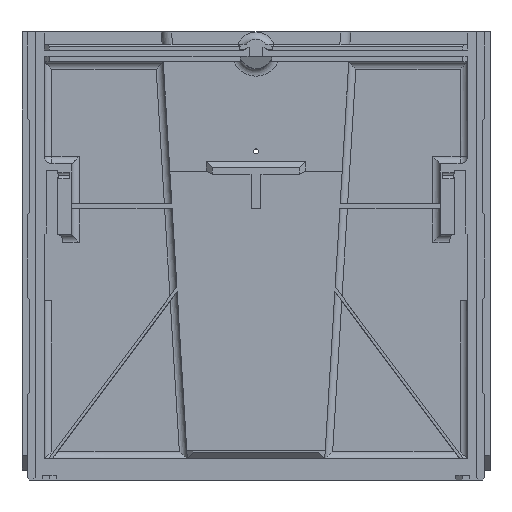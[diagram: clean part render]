
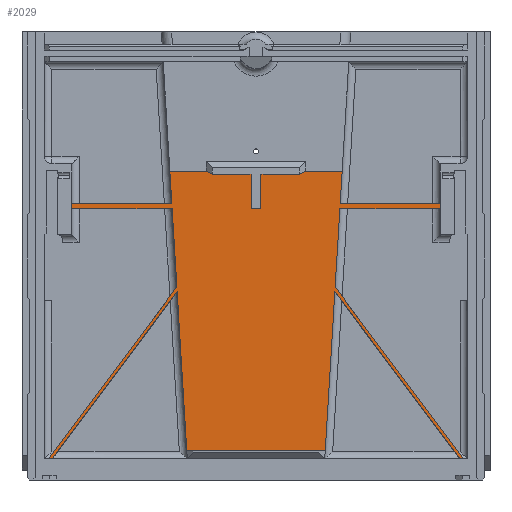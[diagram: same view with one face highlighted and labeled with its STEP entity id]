
A CAD part, top view. The second image highlights one B-rep face of the part: STEP entity #2029.
In plain terms, the highlighted planar face has unit normal (0, 0, 1).
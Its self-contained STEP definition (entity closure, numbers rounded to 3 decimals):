
#1830=CARTESIAN_POINT('',(0.,0.,1.5));
#1831=DIRECTION('',(0.,0.,1.));
#1832=DIRECTION('',(1.,0.,0.));
#1833=AXIS2_PLACEMENT_3D('',#1830,#1831,#1832);
#1834=PLANE('',#1833);
#1835=CARTESIAN_POINT('',(31.673,-84.396,1.5));
#1836=VERTEX_POINT('',#1835);
#1837=CARTESIAN_POINT('',(27.806,-148.2,1.5));
#1838=VERTEX_POINT('',#1837);
#1839=CARTESIAN_POINT('',(31.673,-84.396,1.5));
#1840=DIRECTION('',(-0.06,-0.998,0.));
#1841=VECTOR('',#1840,63.921);
#1842=LINE('',#1839,#1841);
#1843=EDGE_CURVE('',#1836,#1838,#1842,.T.);
#1844=ORIENTED_EDGE('',*,*,#1843,.F.);
#1845=CARTESIAN_POINT('',(81.852,-151.5,1.5));
#1846=VERTEX_POINT('',#1845);
#1847=CARTESIAN_POINT('',(31.673,-84.396,1.5));
#1848=DIRECTION('',(0.599,-0.801,0.));
#1849=VECTOR('',#1848,83.791);
#1850=LINE('',#1847,#1849);
#1851=EDGE_CURVE('',#1836,#1846,#1850,.T.);
#1852=ORIENTED_EDGE('',*,*,#1851,.T.);
#1853=CARTESIAN_POINT('',(83.324,-151.5,1.5));
#1854=VERTEX_POINT('',#1853);
#1855=CARTESIAN_POINT('',(83.324,-151.5,1.5));
#1856=DIRECTION('',(-1.,-0.,0.));
#1857=VECTOR('',#1856,1.473);
#1858=LINE('',#1855,#1857);
#1859=EDGE_CURVE('',#1854,#1846,#1858,.T.);
#1860=ORIENTED_EDGE('',*,*,#1859,.F.);
#1861=CARTESIAN_POINT('',(31.793,-82.418,1.5));
#1862=VERTEX_POINT('',#1861);
#1863=CARTESIAN_POINT('',(31.793,-82.418,1.5));
#1864=DIRECTION('',(0.598,-0.802,0.));
#1865=VECTOR('',#1864,86.185);
#1866=LINE('',#1863,#1865);
#1867=EDGE_CURVE('',#1862,#1854,#1866,.T.);
#1868=ORIENTED_EDGE('',*,*,#1867,.F.);
#1869=CARTESIAN_POINT('',(33.697,-51.,1.5));
#1870=VERTEX_POINT('',#1869);
#1871=CARTESIAN_POINT('',(33.697,-51.,1.5));
#1872=DIRECTION('',(-0.06,-0.998,0.));
#1873=VECTOR('',#1872,31.476);
#1874=LINE('',#1871,#1873);
#1875=EDGE_CURVE('',#1870,#1862,#1874,.T.);
#1876=ORIENTED_EDGE('',*,*,#1875,.F.);
#1877=CARTESIAN_POINT('',(74.,-51.,1.5));
#1878=VERTEX_POINT('',#1877);
#1879=CARTESIAN_POINT('',(33.697,-51.,1.5));
#1880=DIRECTION('',(1.,0.,0.));
#1881=VECTOR('',#1880,40.303);
#1882=LINE('',#1879,#1881);
#1883=EDGE_CURVE('',#1870,#1878,#1882,.T.);
#1884=ORIENTED_EDGE('',*,*,#1883,.T.);
#1885=CARTESIAN_POINT('',(74.,-49.,1.5));
#1886=VERTEX_POINT('',#1885);
#1887=CARTESIAN_POINT('',(74.,-51.,1.5));
#1888=DIRECTION('',(-0.,1.,0.));
#1889=VECTOR('',#1888,2.);
#1890=LINE('',#1887,#1889);
#1891=EDGE_CURVE('',#1878,#1886,#1890,.T.);
#1892=ORIENTED_EDGE('',*,*,#1891,.T.);
#1893=CARTESIAN_POINT('',(33.818,-49.,1.5));
#1894=VERTEX_POINT('',#1893);
#1895=CARTESIAN_POINT('',(33.818,-49.,1.5));
#1896=DIRECTION('',(1.,0.,0.));
#1897=VECTOR('',#1896,40.182);
#1898=LINE('',#1895,#1897);
#1899=EDGE_CURVE('',#1894,#1886,#1898,.T.);
#1900=ORIENTED_EDGE('',*,*,#1899,.F.);
#1901=CARTESIAN_POINT('',(34.606,-36.,1.5));
#1902=VERTEX_POINT('',#1901);
#1903=CARTESIAN_POINT('',(34.606,-36.,1.5));
#1904=DIRECTION('',(-0.06,-0.998,0.));
#1905=VECTOR('',#1904,13.024);
#1906=LINE('',#1903,#1905);
#1907=EDGE_CURVE('',#1902,#1894,#1906,.T.);
#1908=ORIENTED_EDGE('',*,*,#1907,.F.);
#1909=CARTESIAN_POINT('',(1.997,-36.,1.5));
#1910=VERTEX_POINT('',#1909);
#1911=CARTESIAN_POINT('',(34.606,-36.,1.5));
#1912=DIRECTION('',(-1.,-0.,0.));
#1913=VECTOR('',#1912,32.609);
#1914=LINE('',#1911,#1913);
#1915=EDGE_CURVE('',#1902,#1910,#1914,.T.);
#1916=ORIENTED_EDGE('',*,*,#1915,.T.);
#1917=CARTESIAN_POINT('',(1.997,-51.,1.5));
#1918=VERTEX_POINT('',#1917);
#1919=CARTESIAN_POINT('',(1.997,-51.,1.5));
#1920=DIRECTION('',(-0.,1.,0.));
#1921=VECTOR('',#1920,15.);
#1922=LINE('',#1919,#1921);
#1923=EDGE_CURVE('',#1918,#1910,#1922,.T.);
#1924=ORIENTED_EDGE('',*,*,#1923,.F.);
#1925=CARTESIAN_POINT('',(-2.003,-51.,1.5));
#1926=VERTEX_POINT('',#1925);
#1927=CARTESIAN_POINT('',(-2.003,-51.,1.5));
#1928=DIRECTION('',(1.,0.,0.));
#1929=VECTOR('',#1928,4.);
#1930=LINE('',#1927,#1929);
#1931=EDGE_CURVE('',#1926,#1918,#1930,.T.);
#1932=ORIENTED_EDGE('',*,*,#1931,.F.);
#1933=CARTESIAN_POINT('',(-2.003,-36.,1.5));
#1934=VERTEX_POINT('',#1933);
#1935=CARTESIAN_POINT('',(-2.003,-51.,1.5));
#1936=DIRECTION('',(-0.,1.,0.));
#1937=VECTOR('',#1936,15.);
#1938=LINE('',#1935,#1937);
#1939=EDGE_CURVE('',#1926,#1934,#1938,.T.);
#1940=ORIENTED_EDGE('',*,*,#1939,.T.);
#1941=CARTESIAN_POINT('',(-34.606,-36.,1.5));
#1942=VERTEX_POINT('',#1941);
#1943=CARTESIAN_POINT('',(-2.003,-36.,1.5));
#1944=DIRECTION('',(-1.,-0.,0.));
#1945=VECTOR('',#1944,32.603);
#1946=LINE('',#1943,#1945);
#1947=EDGE_CURVE('',#1934,#1942,#1946,.T.);
#1948=ORIENTED_EDGE('',*,*,#1947,.T.);
#1949=CARTESIAN_POINT('',(-33.818,-49.,1.5));
#1950=VERTEX_POINT('',#1949);
#1951=CARTESIAN_POINT('',(-33.818,-49.,1.5));
#1952=DIRECTION('',(-0.06,0.998,0.));
#1953=VECTOR('',#1952,13.024);
#1954=LINE('',#1951,#1953);
#1955=EDGE_CURVE('',#1950,#1942,#1954,.T.);
#1956=ORIENTED_EDGE('',*,*,#1955,.F.);
#1957=CARTESIAN_POINT('',(-74.,-49.,1.5));
#1958=VERTEX_POINT('',#1957);
#1959=CARTESIAN_POINT('',(-74.,-49.,1.5));
#1960=DIRECTION('',(1.,0.,0.));
#1961=VECTOR('',#1960,40.182);
#1962=LINE('',#1959,#1961);
#1963=EDGE_CURVE('',#1958,#1950,#1962,.T.);
#1964=ORIENTED_EDGE('',*,*,#1963,.F.);
#1965=CARTESIAN_POINT('',(-74.,-51.,1.5));
#1966=VERTEX_POINT('',#1965);
#1967=CARTESIAN_POINT('',(-74.,-49.,1.5));
#1968=DIRECTION('',(0.,-1.,0.));
#1969=VECTOR('',#1968,2.);
#1970=LINE('',#1967,#1969);
#1971=EDGE_CURVE('',#1958,#1966,#1970,.T.);
#1972=ORIENTED_EDGE('',*,*,#1971,.T.);
#1973=CARTESIAN_POINT('',(-33.697,-51.,1.5));
#1974=VERTEX_POINT('',#1973);
#1975=CARTESIAN_POINT('',(-74.,-51.,1.5));
#1976=DIRECTION('',(1.,0.,0.));
#1977=VECTOR('',#1976,40.303);
#1978=LINE('',#1975,#1977);
#1979=EDGE_CURVE('',#1966,#1974,#1978,.T.);
#1980=ORIENTED_EDGE('',*,*,#1979,.T.);
#1981=CARTESIAN_POINT('',(-31.793,-82.42,1.5));
#1982=VERTEX_POINT('',#1981);
#1983=CARTESIAN_POINT('',(-31.793,-82.42,1.5));
#1984=DIRECTION('',(-0.06,0.998,0.));
#1985=VECTOR('',#1984,31.477);
#1986=LINE('',#1983,#1985);
#1987=EDGE_CURVE('',#1982,#1974,#1986,.T.);
#1988=ORIENTED_EDGE('',*,*,#1987,.F.);
#1989=CARTESIAN_POINT('',(-83.315,-151.5,1.5));
#1990=VERTEX_POINT('',#1989);
#1991=CARTESIAN_POINT('',(-31.793,-82.42,1.5));
#1992=DIRECTION('',(-0.598,-0.802,0.));
#1993=VECTOR('',#1992,86.178);
#1994=LINE('',#1991,#1993);
#1995=EDGE_CURVE('',#1982,#1990,#1994,.T.);
#1996=ORIENTED_EDGE('',*,*,#1995,.T.);
#1997=CARTESIAN_POINT('',(-81.842,-151.5,1.5));
#1998=VERTEX_POINT('',#1997);
#1999=CARTESIAN_POINT('',(-83.315,-151.5,1.5));
#2000=DIRECTION('',(1.,0.,0.));
#2001=VECTOR('',#2000,1.473);
#2002=LINE('',#1999,#2001);
#2003=EDGE_CURVE('',#1990,#1998,#2002,.T.);
#2004=ORIENTED_EDGE('',*,*,#2003,.T.);
#2005=CARTESIAN_POINT('',(-31.673,-84.397,1.5));
#2006=VERTEX_POINT('',#2005);
#2007=CARTESIAN_POINT('',(-31.673,-84.397,1.5));
#2008=DIRECTION('',(-0.599,-0.801,0.));
#2009=VECTOR('',#2008,83.784);
#2010=LINE('',#2007,#2009);
#2011=EDGE_CURVE('',#2006,#1998,#2010,.T.);
#2012=ORIENTED_EDGE('',*,*,#2011,.F.);
#2013=CARTESIAN_POINT('',(-27.806,-148.2,1.5));
#2014=VERTEX_POINT('',#2013);
#2015=CARTESIAN_POINT('',(-27.806,-148.2,1.5));
#2016=DIRECTION('',(-0.06,0.998,0.));
#2017=VECTOR('',#2016,63.92);
#2018=LINE('',#2015,#2017);
#2019=EDGE_CURVE('',#2014,#2006,#2018,.T.);
#2020=ORIENTED_EDGE('',*,*,#2019,.F.);
#2021=CARTESIAN_POINT('',(-27.806,-148.2,1.5));
#2022=DIRECTION('',(1.,0.,0.));
#2023=VECTOR('',#2022,55.612);
#2024=LINE('',#2021,#2023);
#2025=EDGE_CURVE('',#2014,#1838,#2024,.T.);
#2026=ORIENTED_EDGE('',*,*,#2025,.T.);
#2027=EDGE_LOOP('',(#1844,#1852,#1860,#1868,#1876,#1884,#1892,#1900,#1908,#1916,#1924,#1932,#1940,#1948,#1956,#1964,#1972,#1980,#1988,#1996,#2004,#2012,#2020,#2026));
#2028=FACE_BOUND('',#2027,.T.);
#2029=ADVANCED_FACE('',(#2028),#1834,.T.);
